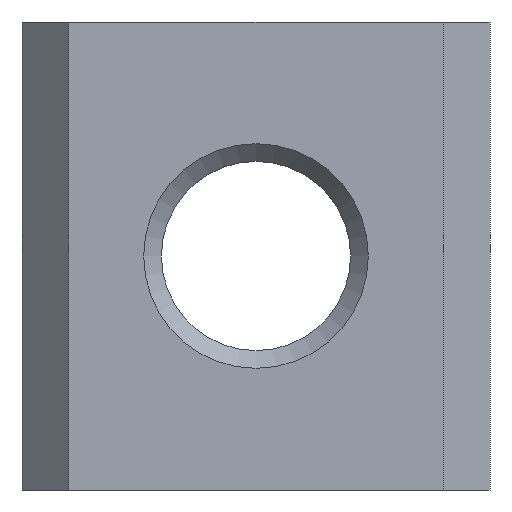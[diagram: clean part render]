
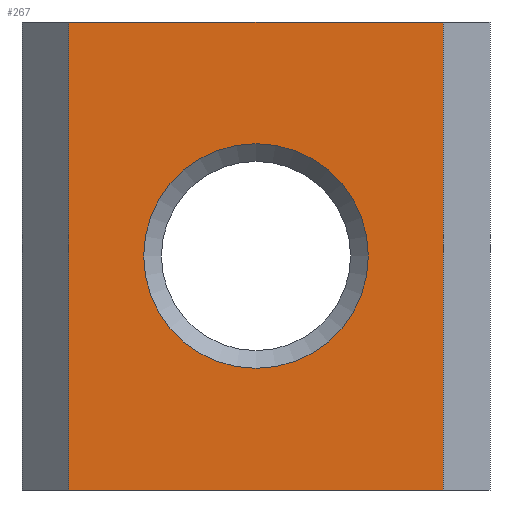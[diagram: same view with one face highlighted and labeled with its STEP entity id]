
A CAD part, front view. The second image highlights one B-rep face of the part: STEP entity #267.
In plain terms, the highlighted planar face has unit normal (0, -1, 0).
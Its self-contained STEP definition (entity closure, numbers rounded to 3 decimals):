
#23=CIRCLE('',#296,6.);
#35=ORIENTED_EDGE('',*,*,#102,.F.);
#36=ORIENTED_EDGE('',*,*,#103,.T.);
#37=ORIENTED_EDGE('',*,*,#104,.F.);
#38=ORIENTED_EDGE('',*,*,#105,.F.);
#39=ORIENTED_EDGE('',*,*,#100,.T.);
#100=EDGE_CURVE('',#134,#133,#158,.T.);
#102=EDGE_CURVE('',#135,#135,#23,.T.);
#103=EDGE_CURVE('',#133,#136,#160,.T.);
#104=EDGE_CURVE('',#137,#136,#161,.T.);
#105=EDGE_CURVE('',#134,#137,#162,.T.);
#133=VERTEX_POINT('',#394);
#134=VERTEX_POINT('',#396);
#135=VERTEX_POINT('',#400);
#136=VERTEX_POINT('',#402);
#137=VERTEX_POINT('',#404);
#158=LINE('',#395,#188);
#160=LINE('',#401,#190);
#161=LINE('',#403,#191);
#162=LINE('',#405,#192);
#188=VECTOR('',#323,1000.);
#190=VECTOR('',#329,1000.);
#191=VECTOR('',#330,1000.);
#192=VECTOR('',#331,1000.);
#215=EDGE_LOOP('',(#35));
#216=EDGE_LOOP('',(#36,#37,#38,#39));
#235=FACE_BOUND('',#215,.T.);
#236=FACE_BOUND('',#216,.T.);
#255=PLANE('',#295);
#267=ADVANCED_FACE('',(#235,#236),#255,.F.);
#295=AXIS2_PLACEMENT_3D('',#398,#325,#326);
#296=AXIS2_PLACEMENT_3D('',#399,#327,#328);
#323=DIRECTION('',(0.,0.,-1.));
#325=DIRECTION('',(0.,1.,0.));
#326=DIRECTION('',(0.,0.,1.));
#327=DIRECTION('',(0.,-1.,0.));
#328=DIRECTION('',(0.,0.,-1.));
#329=DIRECTION('',(1.,0.,0.));
#330=DIRECTION('',(0.,0.,-1.));
#331=DIRECTION('',(1.,0.,0.));
#394=CARTESIAN_POINT('',(-10.,0.,-12.5));
#395=CARTESIAN_POINT('',(-10.,0.,12.5));
#396=CARTESIAN_POINT('',(-10.,0.,12.5));
#398=CARTESIAN_POINT('',(-10.,0.,12.5));
#399=CARTESIAN_POINT('',(0.,0.,0.));
#400=CARTESIAN_POINT('',(0.,0.,-6.));
#401=CARTESIAN_POINT('',(-10.,0.,-12.5));
#402=CARTESIAN_POINT('',(10.,0.,-12.5));
#403=CARTESIAN_POINT('',(10.,0.,12.5));
#404=CARTESIAN_POINT('',(10.,0.,12.5));
#405=CARTESIAN_POINT('',(-10.,0.,12.5));
